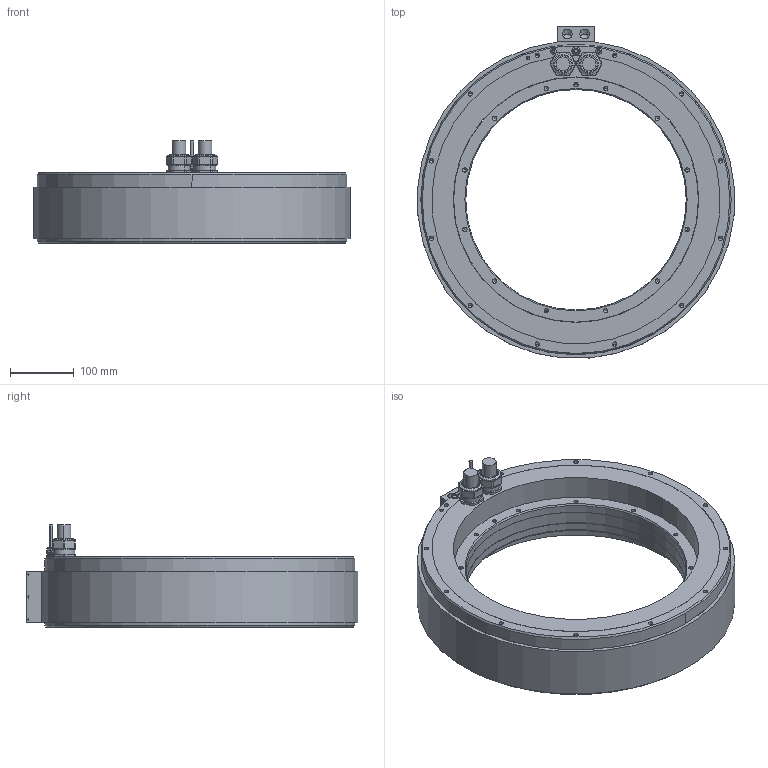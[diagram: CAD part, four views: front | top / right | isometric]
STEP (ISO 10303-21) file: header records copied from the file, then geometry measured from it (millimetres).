
FILE_DESCRIPTION((''),'2;1');
FILE_NAME('1220109-15_ASM','2018-10-22T',('CH5533'),(''),'PRO/ENGINEER BY PARAMETRIC TECHNOLOGY CORPORATION, 2014000','PRO/ENGINEER BY PARAMETRIC TECHNOLOGY CORPORATION, 2014000','');
FILE_SCHEMA(('CONFIG_CONTROL_DESIGN'));
Length unit declared in the file: millimetre
Products named in the file (3): PRT0001; PRT0002; 1220109-15_ASM
Assembly tree (2 placements, depth 2):
  1220109-15_ASM
    PRT0001
    PRT0002
Bounding box: 495.78 x 519.32 x 159.7 mm (x, y, z)
Volume: 9540399.2 mm3; surface area: 669610.2 mm2
Topology: 2 solids, 19 shells, 741 faces, 1780 edges, 1074 vertices
Faces by surface type: cylinder 318, plane 197, cone 162, torus 60, sphere 4
Entity records: 23960 total; most frequent: DIRECTION 4014, CARTESIAN_POINT 3651, ORIENTED_EDGE 3348, EDGE_CURVE 1674, AXIS2_PLACEMENT_3D 1636, VERTEX_POINT 1074, CIRCLE 890, EDGE_LOOP 878
